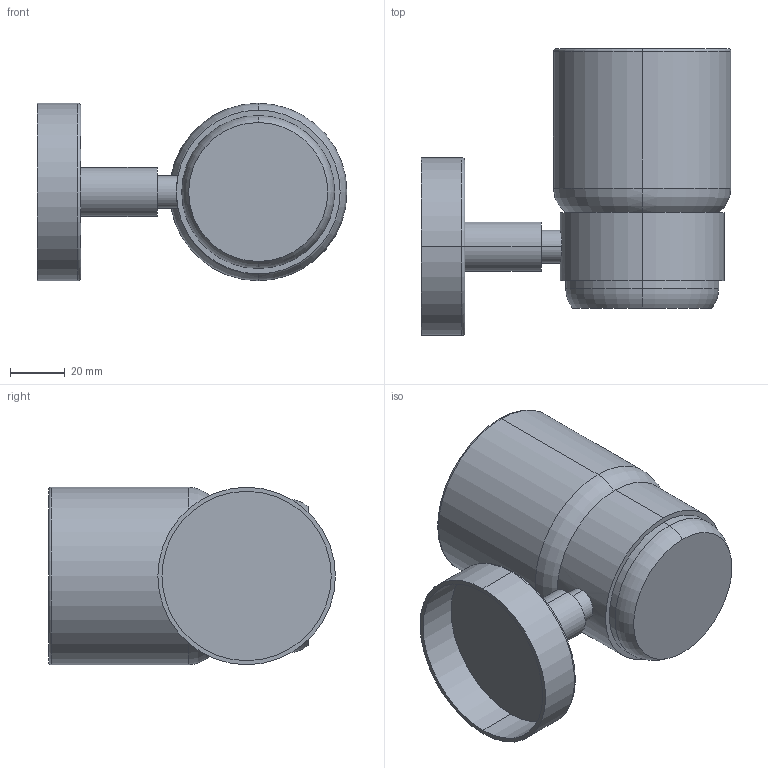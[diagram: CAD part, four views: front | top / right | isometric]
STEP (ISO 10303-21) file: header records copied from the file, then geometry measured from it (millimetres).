
FILE_DESCRIPTION (( 'STEP AP203' ), '1' );
FILE_NAME ('21580 - Marbea.STEP', '2013-03-22T17:01:04', ( '' ), ( '' ), 'SwSTEP 2.0', 'SolidWorks 2012', '' );
FILE_SCHEMA (( 'CONFIG_CONTROL_DESIGN' ));
Length unit declared in the file: millimetre
Products named in the file (5): 21580 - Marbea; Marbea 004.- kubek SLDPRT; Marbea 003.- kubek SLDPRT; Marbea 002.- kubek SLDPRT; Marbea 001
Assembly tree (4 placements, depth 2):
  21580 - Marbea
    Marbea 001
    Marbea 002.- kubek SLDPRT
    Marbea 003.- kubek SLDPRT
    Marbea 004.- kubek SLDPRT
Bounding box: 113.5 x 105 x 65 mm (x, y, z)
Volume: 84294.9 mm3; surface area: 64001.8 mm2
Topology: 4 solids, 4 shells, 50 faces, 94 edges, 56 vertices
Faces by surface type: cylinder 22, torus 16, plane 12
Entity records: 1875 total; most frequent: CARTESIAN_POINT 291, DIRECTION 276, ORIENTED_EDGE 188, AXIS2_PLACEMENT_3D 127, EDGE_CURVE 94, CIRCLE 70, VERTEX_POINT 56, EDGE_LOOP 56
